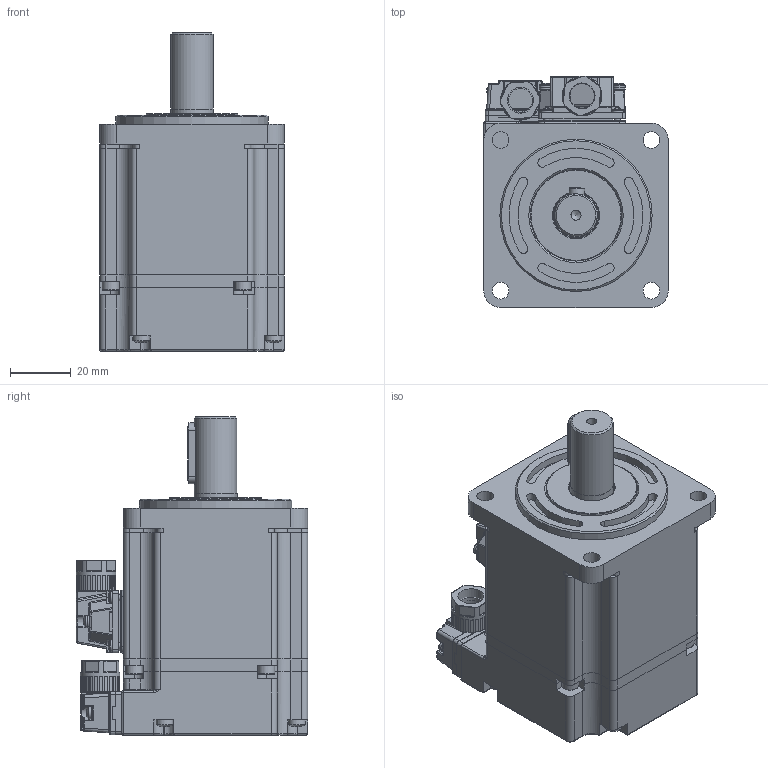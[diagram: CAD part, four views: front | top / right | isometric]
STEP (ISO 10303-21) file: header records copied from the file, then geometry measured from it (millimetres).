
FILE_DESCRIPTION (( 'STEP AP203' ), '1' );
FILE_NAME ('60BST-C00630-2B1.STEP', '2025-03-13T03:07:23', ( '¼¼Êõ03' ), ( 'HP Inc.' ), 'SwSTEP 2.0', 'SolidWorks 2020', '' );
FILE_SCHEMA (( 'CONFIG_CONTROL_DESIGN' ));
Length unit declared in the file: millimetre
Products named in the file (1): 60BST-C00630-2B1
Bounding box: 60.5 x 76 x 104.5 mm (x, y, z)
Surface area: 72977 mm2 (no closed solid volume)
Topology: 0 solids, 88 shells, 1865 faces, 5466 edges, 3687 vertices
Faces by surface type: plane 859, cylinder 664, torus 154, bspline 85, cone 59, sphere 44
Full cylindrical faces by diameter (mm): 1 x9, 1.6 x9, 1.732 x8, 2 x8, 2.05 x4, 2.2 x8, 2.5 x11, 2.598 x4, 3 x10, 3.2 x8, 3.3 x1, 3.8 x4, 4 x16, 5.5 x10, 5.6 x4, 7.8 x1, 8 x1, 8.5 x2, 10 x1, 13 x2, 14 x1, 14.1 x1, 14.2 x1, 15 x2, 16 x1, 19 x1, 20 x1, 22 x1, 26 x2, 26.2 x1
Entity records: 63677 total; most frequent: CARTESIAN_POINT 17047, DIRECTION 9982, ORIENTED_EDGE 8502, EDGE_CURVE 5072, AXIS2_PLACEMENT_3D 3890, VERTEX_POINT 3584, EDGE_LOOP 2317, VECTOR 2202
